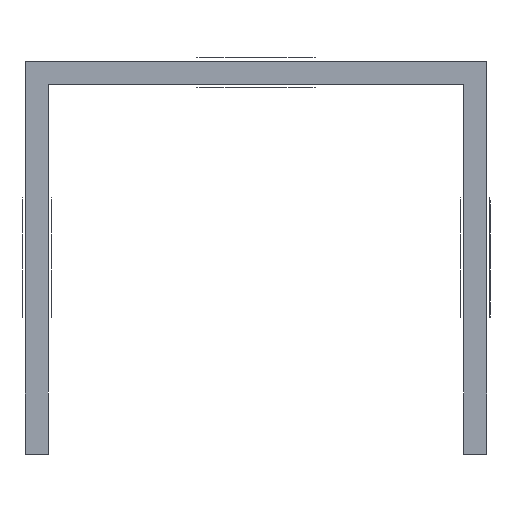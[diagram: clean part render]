
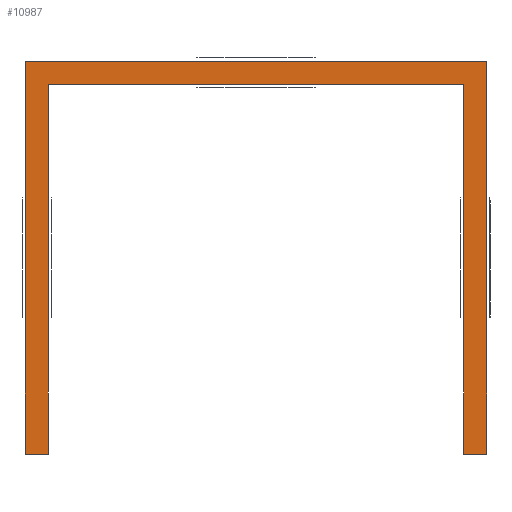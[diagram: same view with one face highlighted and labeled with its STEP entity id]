
A CAD part, left-side view. The second image highlights one B-rep face of the part: STEP entity #10987.
In plain terms, the highlighted planar face has unit normal (-1, 0, 0).
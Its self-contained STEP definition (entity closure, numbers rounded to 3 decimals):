
#2271=FACE_OUTER_BOUND('',#2731,.T.);
#2731=EDGE_LOOP('',(#8694,#8695,#8696,#8697,#8698,#8699,#8700,#8701));
#3187=LINE('',#16456,#4111);
#3190=LINE('',#16462,#4114);
#3195=LINE('',#16473,#4119);
#3197=LINE('',#16476,#4121);
#3199=LINE('',#16481,#4123);
#3203=LINE('',#16489,#4127);
#3204=LINE('',#16490,#4128);
#3205=LINE('',#16491,#4129);
#4111=VECTOR('',#12809,1.);
#4114=VECTOR('',#12814,1.);
#4119=VECTOR('',#12821,1.);
#4121=VECTOR('',#12825,1.);
#4123=VECTOR('',#12829,1.);
#4127=VECTOR('',#12835,1.);
#4128=VECTOR('',#12836,1.);
#4129=VECTOR('',#12837,1.);
#5034=VERTEX_POINT('',#16452);
#5036=VERTEX_POINT('',#16455);
#5038=VERTEX_POINT('',#16461);
#5042=VERTEX_POINT('',#16470);
#5043=VERTEX_POINT('',#16472);
#5044=VERTEX_POINT('',#16479);
#5045=VERTEX_POINT('',#16480);
#5048=VERTEX_POINT('',#16488);
#6851=EDGE_CURVE('',#5034,#5036,#3187,.T.);
#6854=EDGE_CURVE('',#5038,#5036,#3190,.T.);
#6859=EDGE_CURVE('',#5043,#5042,#3195,.T.);
#6861=EDGE_CURVE('',#5042,#5038,#3197,.T.);
#6863=EDGE_CURVE('',#5044,#5045,#3199,.T.);
#6867=EDGE_CURVE('',#5048,#5034,#3203,.T.);
#6868=EDGE_CURVE('',#5045,#5048,#3204,.T.);
#6869=EDGE_CURVE('',#5044,#5043,#3205,.T.);
#8694=ORIENTED_EDGE('',*,*,#6867,.F.);
#8695=ORIENTED_EDGE('',*,*,#6868,.F.);
#8696=ORIENTED_EDGE('',*,*,#6863,.F.);
#8697=ORIENTED_EDGE('',*,*,#6869,.T.);
#8698=ORIENTED_EDGE('',*,*,#6859,.T.);
#8699=ORIENTED_EDGE('',*,*,#6861,.T.);
#8700=ORIENTED_EDGE('',*,*,#6854,.T.);
#8701=ORIENTED_EDGE('',*,*,#6851,.F.);
#10527=PLANE('',#11449);
#10987=ADVANCED_FACE('',(#2271),#10527,.F.);
#11449=AXIS2_PLACEMENT_3D('',#16487,#12833,#12834);
#12809=DIRECTION('',(0.,1.,0.));
#12814=DIRECTION('',(0.,0.,1.));
#12821=DIRECTION('',(0.,0.,-1.));
#12825=DIRECTION('',(0.,-1.,0.));
#12829=DIRECTION('',(0.,0.,-1.));
#12833=DIRECTION('center_axis',(1.,0.,0.));
#12834=DIRECTION('ref_axis',(0.,0.,-1.));
#12835=DIRECTION('',(0.,0.,1.));
#12836=DIRECTION('',(0.,1.,0.));
#12837=DIRECTION('',(0.,1.,0.));
#16452=CARTESIAN_POINT('',(0.,1.437,21.701));
#16455=CARTESIAN_POINT('',(0.,25.737,21.701));
#16456=CARTESIAN_POINT('',(0.,0.087,21.701));
#16461=CARTESIAN_POINT('',(0.,25.737,0.051));
#16462=CARTESIAN_POINT('',(0.,25.737,0.051));
#16470=CARTESIAN_POINT('',(0.,27.087,0.051));
#16472=CARTESIAN_POINT('',(0.,27.087,23.051));
#16473=CARTESIAN_POINT('',(0.,27.087,23.051));
#16476=CARTESIAN_POINT('',(0.,27.087,0.051));
#16479=CARTESIAN_POINT('',(0.,0.087,23.051));
#16480=CARTESIAN_POINT('',(0.,0.087,0.051));
#16481=CARTESIAN_POINT('',(0.,0.087,23.051));
#16487=CARTESIAN_POINT('Origin',(0.,0.762,11.551));
#16488=CARTESIAN_POINT('',(0.,1.437,0.051));
#16489=CARTESIAN_POINT('',(0.,1.437,0.051));
#16490=CARTESIAN_POINT('',(0.,0.087,0.051));
#16491=CARTESIAN_POINT('',(0.,25.737,23.051));
